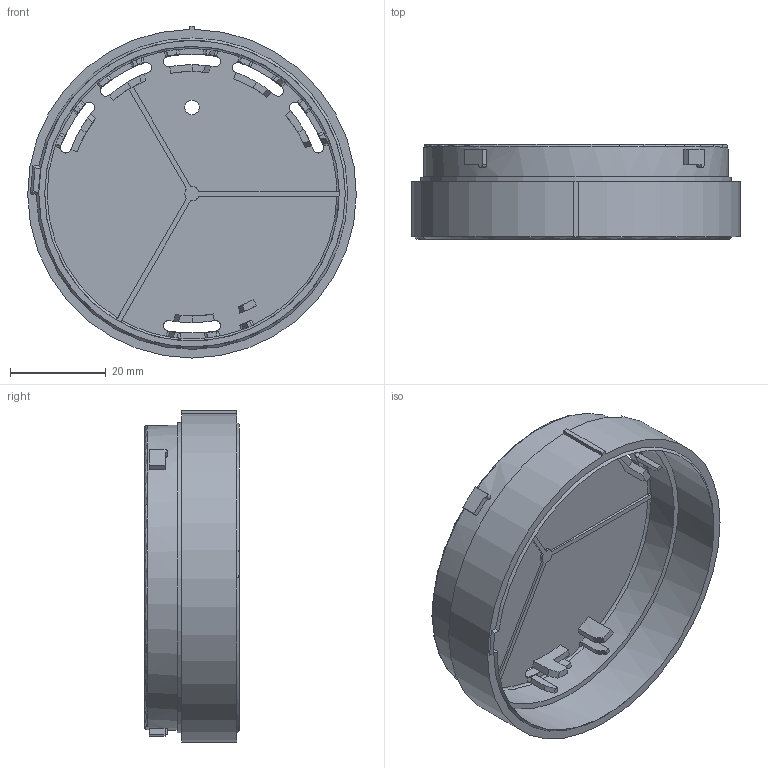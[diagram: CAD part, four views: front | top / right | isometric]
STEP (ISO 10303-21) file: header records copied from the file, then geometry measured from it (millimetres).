
FILE_DESCRIPTION(/* description */ (''),/* implementation_level */ '2;1');
FILE_NAME(/* name */ '40378-007_1_1_1.stp',/* time_stamp */ '2017-01-08T10:52:07-05:00',/* author */ ('jeff1'),/* organization */ (''),/* preprocessor_version */ 'ST-DEVELOPER v16.5',/* originating_system */ 'Autodesk Inventor 2017',/* authorisation */ '');
FILE_SCHEMA (('AUTOMOTIVE_DESIGN { 1 0 10303 214 3 1 1 }'));
Length unit declared in the file: inch
Products named in the file (1): 40378-007_1_1_1
Bounding box: 68.6 x 19.75 x 69.3 mm (x, y, z)
Volume: 13743.1 mm3; surface area: 15998.9 mm2
Topology: 1 solids, 1 shells, 242 faces, 655 edges, 422 vertices
Faces by surface type: plane 131, cylinder 106, torus 4, cone 1
Full cylindrical faces by diameter (mm): 3 x1, 61.5 x1, 63.6 x1, 64 x1, 64.8 x1
Entity records: 8144 total; most frequent: CARTESIAN_POINT 1946, DIRECTION 1308, ORIENTED_EDGE 1294, EDGE_CURVE 647, AXIS2_PLACEMENT_3D 481, VERTEX_POINT 419, LINE 346, VECTOR 346
